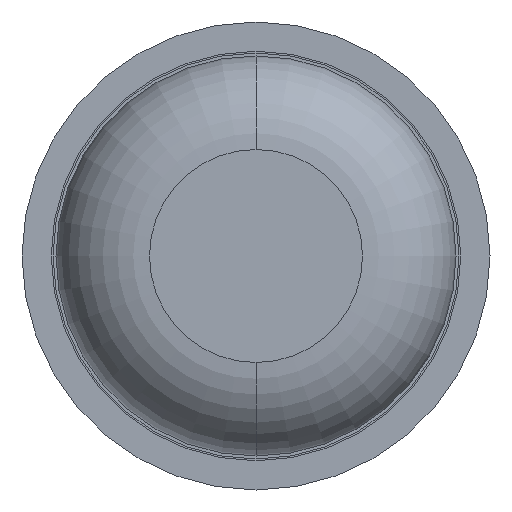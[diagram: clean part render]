
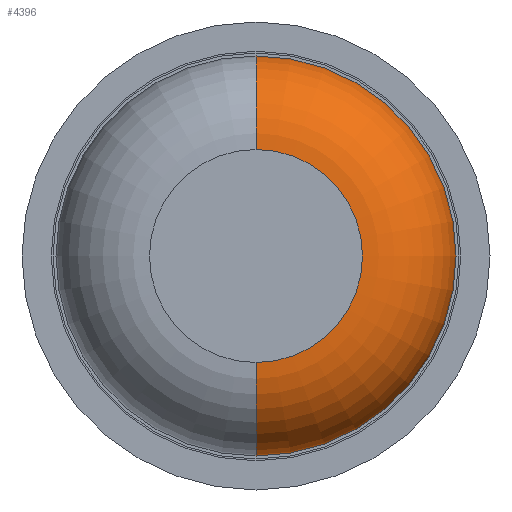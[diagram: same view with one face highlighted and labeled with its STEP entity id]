
A CAD part, front view. The second image highlights one B-rep face of the part: STEP entity #4396.
In plain terms, the highlighted toroidal (fillet/blend) face has major radius 0.91 mm and minor radius 0.8 mm.
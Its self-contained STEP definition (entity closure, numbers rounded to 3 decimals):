
#2 = FACE_OUTER_BOUND ( 'NONE', #734, .T. ) ;
#10 = EDGE_CURVE ( 'NONE', #5484, #1932, #3599, .T. ) ;
#88 = ORIENTED_EDGE ( 'NONE', *, *, #1996, .F. ) ;
#614 = EDGE_CURVE ( 'Defeature ausgef�hrt1_0+Defeature ausgef�hrt1_10+Defeature ausgef�hrt1_10+Defeature ausgef�hrt1_10', #5484, #2877, #1846, .T. ) ;
#734 = EDGE_LOOP ( 'NONE', ( #4699, #2761, #88, #2234 ) ) ;
#783 = DIRECTION ( 'NONE',  ( 0., 1., 0. ) ) ;
#1029 = CARTESIAN_POINT ( 'NONE',  ( 0., -29.2, 0. ) ) ;
#1102 = CARTESIAN_POINT ( 'NONE',  ( 0., -29.2, -1.71 ) ) ;
#1181 = CARTESIAN_POINT ( 'NONE',  ( 0., -29.2, 0. ) ) ;
#1197 = DIRECTION ( 'NONE',  ( 0., 0., 1. ) ) ;
#1257 = CARTESIAN_POINT ( 'NONE',  ( 0., -30., -0.91 ) ) ;
#1292 = AXIS2_PLACEMENT_3D ( 'NONE', #3766, #1484, #4691 ) ;
#1355 = DIRECTION ( 'NONE',  ( 0., 1., 0. ) ) ;
#1484 = DIRECTION ( 'NONE',  ( -1., 0., 0. ) ) ;
#1492 = VERTEX_POINT ( 'NONE', #1753 ) ;
#1753 = CARTESIAN_POINT ( 'NONE',  ( 0., -29.2, 1.71 ) ) ;
#1846 = CIRCLE ( 'NONE', #3717, 0.91 ) ;
#1881 = CIRCLE ( 'NONE', #1292, 0.8 ) ;
#1932 = VERTEX_POINT ( 'NONE', #1102 ) ;
#1996 = EDGE_CURVE ( 'Defeature ausgef�hrt1_2+Defeature ausgef�hrt1_10+Defeature ausgef�hrt1_10+Defeature ausgef�hrt1_10', #1492, #1932, #3634, .T. ) ;
#2171 = DIRECTION ( 'NONE',  ( 0., 0., 1. ) ) ;
#2234 = ORIENTED_EDGE ( 'NONE', *, *, #4287, .F. ) ;
#2545 = CARTESIAN_POINT ( 'NONE',  ( 0., -30., 0.91 ) ) ;
#2761 = ORIENTED_EDGE ( 'NONE', *, *, #10, .T. ) ;
#2877 = VERTEX_POINT ( 'NONE', #2545 ) ;
#3270 = DIRECTION ( 'NONE',  ( 0., 0., -1. ) ) ;
#3345 = AXIS2_PLACEMENT_3D ( 'NONE', #1029, #1355, #4565 ) ;
#3574 = CARTESIAN_POINT ( 'NONE',  ( 0., -30., 0. ) ) ;
#3599 = CIRCLE ( 'NONE', #4223, 0.8 ) ;
#3634 = CIRCLE ( 'NONE', #4974, 1.71 ) ;
#3717 = AXIS2_PLACEMENT_3D ( 'NONE', #3574, #4910, #2171 ) ;
#3766 = CARTESIAN_POINT ( 'NONE',  ( 0., -29.2, 0.91 ) ) ;
#4223 = AXIS2_PLACEMENT_3D ( 'NONE', #4997, #5036, #3270 ) ;
#4287 = EDGE_CURVE ( 'NONE', #2877, #1492, #1881, .T. ) ;
#4396 = ADVANCED_FACE ( 'Defeature ausgef�hrt1_10', ( #2 ), #5649, .T. ) ;
#4565 = DIRECTION ( 'NONE',  ( 0., 0., 1. ) ) ;
#4691 = DIRECTION ( 'NONE',  ( 0., 0., 1. ) ) ;
#4699 = ORIENTED_EDGE ( 'NONE', *, *, #614, .F. ) ;
#4910 = DIRECTION ( 'NONE',  ( 0., -1., 0. ) ) ;
#4974 = AXIS2_PLACEMENT_3D ( 'NONE', #1181, #783, #1197 ) ;
#4997 = CARTESIAN_POINT ( 'NONE',  ( 0., -29.2, -0.91 ) ) ;
#5036 = DIRECTION ( 'NONE',  ( 1., 0., 0. ) ) ;
#5484 = VERTEX_POINT ( 'NONE', #1257 ) ;
#5649 = TOROIDAL_SURFACE ( 'NONE', #3345, 0.91, 0.8 ) ;
